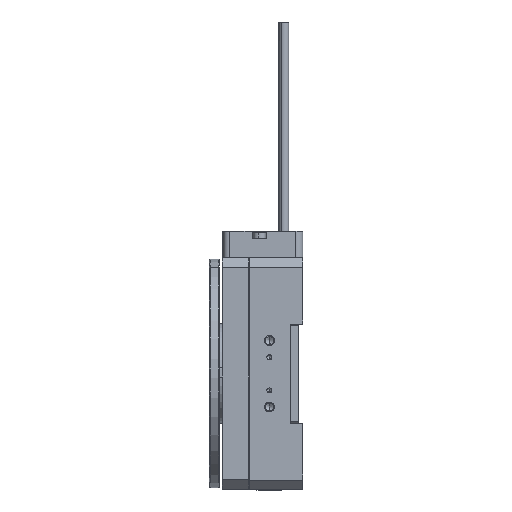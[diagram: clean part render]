
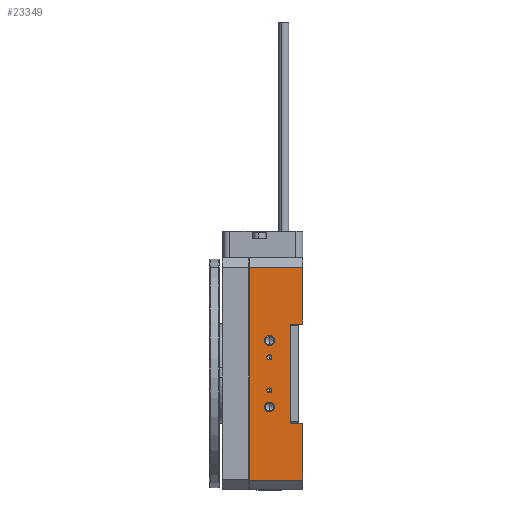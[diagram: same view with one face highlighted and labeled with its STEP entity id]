
A CAD part, left-side view. The second image highlights one B-rep face of the part: STEP entity #23349.
In plain terms, the highlighted planar face has unit normal (-1, 0, 0).
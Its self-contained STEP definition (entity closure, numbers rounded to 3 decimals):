
#453 = ORIENTED_EDGE ( 'NONE', *, *, #20411, .F. ) ;
#551 = ORIENTED_EDGE ( 'NONE', *, *, #43855, .F. ) ;
#905 = ORIENTED_EDGE ( 'NONE', *, *, #47649, .F. ) ;
#1474 = VERTEX_POINT ( 'NONE', #26912 ) ;
#2075 = CARTESIAN_POINT ( 'NONE',  ( -35., 10., -5. ) ) ;
#2299 = VERTEX_POINT ( 'NONE', #29425 ) ;
#2714 = CIRCLE ( 'NONE', #26729, 0.75 ) ;
#3050 = DIRECTION ( 'NONE',  ( 0., 0., 1. ) ) ;
#3908 = CARTESIAN_POINT ( 'NONE',  ( -35., 10., -5. ) ) ;
#4065 = VERTEX_POINT ( 'NONE', #27520 ) ;
#4148 = CARTESIAN_POINT ( 'NONE',  ( -35., 3.725, 15. ) ) ;
#4170 = LINE ( 'NONE', #8799, #41383 ) ;
#4736 = EDGE_CURVE ( 'NONE', #40380, #13847, #50266, .T. ) ;
#5029 = AXIS2_PLACEMENT_3D ( 'NONE', #36660, #27937, #56713 ) ;
#5089 = DIRECTION ( 'NONE',  ( 0., -1., 0. ) ) ;
#5427 = ORIENTED_EDGE ( 'NONE', *, *, #4736, .F. ) ;
#5460 = VERTEX_POINT ( 'NONE', #27015 ) ;
#6014 = CARTESIAN_POINT ( 'NONE',  ( -35., 16., -35. ) ) ;
#6074 = AXIS2_PLACEMENT_3D ( 'NONE', #51480, #16739, #37890 ) ;
#6159 = LINE ( 'NONE', #23767, #56535 ) ;
#6816 = EDGE_CURVE ( 'NONE', #49044, #52677, #40729, .T. ) ;
#7599 = EDGE_CURVE ( 'NONE', #5460, #45138, #6159, .T. ) ;
#7946 = DIRECTION ( 'NONE',  ( 0., 1., 0. ) ) ;
#7981 = AXIS2_PLACEMENT_3D ( 'NONE', #14821, #40905, #28123 ) ;
#8386 = ORIENTED_EDGE ( 'NONE', *, *, #50018, .T. ) ;
#8799 = CARTESIAN_POINT ( 'NONE',  ( -35., 16., 32. ) ) ;
#9570 = CARTESIAN_POINT ( 'NONE',  ( -35., 10., 8.5 ) ) ;
#9742 = CIRCLE ( 'NONE', #6074, 1.5 ) ;
#10132 = LINE ( 'NONE', #10695, #43944 ) ;
#10443 = ORIENTED_EDGE ( 'NONE', *, *, #42973, .F. ) ;
#10551 = CARTESIAN_POINT ( 'NONE',  ( -35., 16., -32. ) ) ;
#10695 = CARTESIAN_POINT ( 'NONE',  ( -35., 3.725, -15. ) ) ;
#10909 = CIRCLE ( 'NONE', #52470, 0.75 ) ;
#11143 = CARTESIAN_POINT ( 'NONE',  ( -35., 3.725, 15. ) ) ;
#11329 = DIRECTION ( 'NONE',  ( 0., 0., 1. ) ) ;
#11915 = CARTESIAN_POINT ( 'NONE',  ( -35., 10., 5. ) ) ;
#11975 = VECTOR ( 'NONE', #46321, 1000. ) ;
#12719 = DIRECTION ( 'NONE',  ( 1., 0., 0. ) ) ;
#13097 = DIRECTION ( 'NONE',  ( 0., 0., -1. ) ) ;
#13847 = VERTEX_POINT ( 'NONE', #51037 ) ;
#13950 = CIRCLE ( 'NONE', #50905, 1.5 ) ;
#14098 = EDGE_CURVE ( 'NONE', #42910, #15891, #13950, .T. ) ;
#14206 = DIRECTION ( 'NONE',  ( -1., 0., 0. ) ) ;
#14447 = CARTESIAN_POINT ( 'NONE',  ( -35., 10., 4.25 ) ) ;
#14821 = CARTESIAN_POINT ( 'NONE',  ( -35., 10., -10. ) ) ;
#15712 = AXIS2_PLACEMENT_3D ( 'NONE', #52348, #12719, #26005 ) ;
#15891 = VERTEX_POINT ( 'NONE', #9570 ) ;
#16739 = DIRECTION ( 'NONE',  ( -1., 0., 0. ) ) ;
#17042 = FACE_OUTER_BOUND ( 'NONE', #20204, .T. ) ;
#17591 = EDGE_LOOP ( 'NONE', ( #10443, #46144 ) ) ;
#19365 = CARTESIAN_POINT ( 'NONE',  ( -35., 0., -35. ) ) ;
#19687 = DIRECTION ( 'NONE',  ( -1., 0., 0. ) ) ;
#20204 = EDGE_LOOP ( 'NONE', ( #30504, #8386, #22465, #453, #40059, #33342, #36527, #39107 ) ) ;
#20411 = EDGE_CURVE ( 'NONE', #1474, #4065, #10132, .T. ) ;
#20913 = CIRCLE ( 'NONE', #53268, 0.75 ) ;
#22465 = ORIENTED_EDGE ( 'NONE', *, *, #23026, .T. ) ;
#22906 = VERTEX_POINT ( 'NONE', #53862 ) ;
#23026 = EDGE_CURVE ( 'NONE', #25457, #4065, #45471, .T. ) ;
#23349 = ADVANCED_FACE ( 'NONE', ( #47730, #29204, #38483, #30345, #17042 ), #34720, .F. ) ;
#23658 = CIRCLE ( 'NONE', #7981, 1.5 ) ;
#23767 = CARTESIAN_POINT ( 'NONE',  ( -35., 0., -35. ) ) ;
#24328 = DIRECTION ( 'NONE',  ( 0., 0., 1. ) ) ;
#25302 = VECTOR ( 'NONE', #28754, 1000. ) ;
#25457 = VERTEX_POINT ( 'NONE', #29959 ) ;
#26005 = DIRECTION ( 'NONE',  ( 0., 0., -1. ) ) ;
#26089 = EDGE_CURVE ( 'NONE', #42011, #1474, #52731, .T. ) ;
#26729 = AXIS2_PLACEMENT_3D ( 'NONE', #11915, #50964, #24328 ) ;
#26912 = CARTESIAN_POINT ( 'NONE',  ( -35., 3.725, -15. ) ) ;
#27015 = CARTESIAN_POINT ( 'NONE',  ( -35., 0., 15. ) ) ;
#27520 = CARTESIAN_POINT ( 'NONE',  ( -35., 0., -15. ) ) ;
#27838 = DIRECTION ( 'NONE',  ( -1., 0., 0. ) ) ;
#27937 = DIRECTION ( 'NONE',  ( -1., 0., 0. ) ) ;
#28123 = DIRECTION ( 'NONE',  ( 0., 0., 1. ) ) ;
#28472 = CARTESIAN_POINT ( 'NONE',  ( -35., 3.725, 15. ) ) ;
#28754 = DIRECTION ( 'NONE',  ( 0., -1., 0. ) ) ;
#29204 = FACE_BOUND ( 'NONE', #38216, .T. ) ;
#29294 = ORIENTED_EDGE ( 'NONE', *, *, #14098, .F. ) ;
#29425 = CARTESIAN_POINT ( 'NONE',  ( -35., 10., -4.25 ) ) ;
#29959 = CARTESIAN_POINT ( 'NONE',  ( -35., 0., -32. ) ) ;
#30345 = FACE_BOUND ( 'NONE', #17591, .T. ) ;
#30504 = ORIENTED_EDGE ( 'NONE', *, *, #6816, .F. ) ;
#32115 = EDGE_CURVE ( 'NONE', #15891, #42910, #43916, .T. ) ;
#32374 = CARTESIAN_POINT ( 'NONE',  ( -35., 10., -8.5 ) ) ;
#32870 = CARTESIAN_POINT ( 'NONE',  ( -35., 16., -32. ) ) ;
#33342 = ORIENTED_EDGE ( 'NONE', *, *, #53918, .T. ) ;
#34720 = PLANE ( 'NONE',  #15712 ) ;
#35656 = EDGE_CURVE ( 'NONE', #22906, #2299, #10909, .T. ) ;
#36180 = VECTOR ( 'NONE', #49400, 1000. ) ;
#36527 = ORIENTED_EDGE ( 'NONE', *, *, #7599, .T. ) ;
#36660 = CARTESIAN_POINT ( 'NONE',  ( -35., 10., 5. ) ) ;
#36743 = CARTESIAN_POINT ( 'NONE',  ( -35., 10., -11.5 ) ) ;
#36768 = DIRECTION ( 'NONE',  ( 0., 0., 1. ) ) ;
#36825 = CARTESIAN_POINT ( 'NONE',  ( -35., 10., 10. ) ) ;
#36939 = VERTEX_POINT ( 'NONE', #32374 ) ;
#36985 = VERTEX_POINT ( 'NONE', #36743 ) ;
#37890 = DIRECTION ( 'NONE',  ( 0., 0., 1. ) ) ;
#38216 = EDGE_LOOP ( 'NONE', ( #551, #55999 ) ) ;
#38483 = FACE_BOUND ( 'NONE', #46968, .T. ) ;
#39107 = ORIENTED_EDGE ( 'NONE', *, *, #45401, .T. ) ;
#39981 = EDGE_LOOP ( 'NONE', ( #905, #5427 ) ) ;
#40059 = ORIENTED_EDGE ( 'NONE', *, *, #26089, .F. ) ;
#40380 = VERTEX_POINT ( 'NONE', #14447 ) ;
#40729 = LINE ( 'NONE', #6014, #36180 ) ;
#40905 = DIRECTION ( 'NONE',  ( -1., 0., 0. ) ) ;
#41383 = VECTOR ( 'NONE', #7946, 1000. ) ;
#41437 = DIRECTION ( 'NONE',  ( 0., 0., 1. ) ) ;
#42011 = VERTEX_POINT ( 'NONE', #28472 ) ;
#42910 = VERTEX_POINT ( 'NONE', #53920 ) ;
#42973 = EDGE_CURVE ( 'NONE', #36939, #36985, #23658, .T. ) ;
#43380 = CARTESIAN_POINT ( 'NONE',  ( -35., 16., 32. ) ) ;
#43855 = EDGE_CURVE ( 'NONE', #2299, #22906, #20913, .T. ) ;
#43916 = CIRCLE ( 'NONE', #45783, 1.5 ) ;
#43944 = VECTOR ( 'NONE', #50878, 1000. ) ;
#45138 = VERTEX_POINT ( 'NONE', #55121 ) ;
#45401 = EDGE_CURVE ( 'NONE', #45138, #52677, #4170, .T. ) ;
#45471 = LINE ( 'NONE', #19365, #11975 ) ;
#45526 = DIRECTION ( 'NONE',  ( 0., 0., 1. ) ) ;
#45783 = AXIS2_PLACEMENT_3D ( 'NONE', #48646, #14206, #36768 ) ;
#46144 = ORIENTED_EDGE ( 'NONE', *, *, #54556, .F. ) ;
#46321 = DIRECTION ( 'NONE',  ( 0., 0., 1. ) ) ;
#46968 = EDGE_LOOP ( 'NONE', ( #29294, #47753 ) ) ;
#47602 = DIRECTION ( 'NONE',  ( -1., 0., 0. ) ) ;
#47649 = EDGE_CURVE ( 'NONE', #13847, #40380, #2714, .T. ) ;
#47730 = FACE_BOUND ( 'NONE', #39981, .T. ) ;
#47753 = ORIENTED_EDGE ( 'NONE', *, *, #32115, .F. ) ;
#48646 = CARTESIAN_POINT ( 'NONE',  ( -35., 10., 10. ) ) ;
#49044 = VERTEX_POINT ( 'NONE', #32870 ) ;
#49400 = DIRECTION ( 'NONE',  ( 0., 0., 1. ) ) ;
#50018 = EDGE_CURVE ( 'NONE', #49044, #25457, #50161, .T. ) ;
#50161 = LINE ( 'NONE', #10551, #53739 ) ;
#50266 = CIRCLE ( 'NONE', #5029, 0.75 ) ;
#50754 = LINE ( 'NONE', #11143, #25302 ) ;
#50878 = DIRECTION ( 'NONE',  ( 0., -1., 0. ) ) ;
#50905 = AXIS2_PLACEMENT_3D ( 'NONE', #36825, #27838, #45526 ) ;
#50964 = DIRECTION ( 'NONE',  ( -1., 0., 0. ) ) ;
#51037 = CARTESIAN_POINT ( 'NONE',  ( -35., 10., 5.75 ) ) ;
#51480 = CARTESIAN_POINT ( 'NONE',  ( -35., 10., -10. ) ) ;
#51905 = VECTOR ( 'NONE', #13097, 1000. ) ;
#52348 = CARTESIAN_POINT ( 'NONE',  ( -35., 16., -35. ) ) ;
#52470 = AXIS2_PLACEMENT_3D ( 'NONE', #2075, #19687, #11329 ) ;
#52677 = VERTEX_POINT ( 'NONE', #43380 ) ;
#52731 = LINE ( 'NONE', #4148, #51905 ) ;
#53268 = AXIS2_PLACEMENT_3D ( 'NONE', #3908, #47602, #3050 ) ;
#53739 = VECTOR ( 'NONE', #5089, 1000. ) ;
#53862 = CARTESIAN_POINT ( 'NONE',  ( -35., 10., -5.75 ) ) ;
#53918 = EDGE_CURVE ( 'NONE', #42011, #5460, #50754, .T. ) ;
#53920 = CARTESIAN_POINT ( 'NONE',  ( -35., 10., 11.5 ) ) ;
#54556 = EDGE_CURVE ( 'NONE', #36985, #36939, #9742, .T. ) ;
#55121 = CARTESIAN_POINT ( 'NONE',  ( -35., 0., 32. ) ) ;
#55999 = ORIENTED_EDGE ( 'NONE', *, *, #35656, .F. ) ;
#56535 = VECTOR ( 'NONE', #41437, 1000. ) ;
#56713 = DIRECTION ( 'NONE',  ( 0., 0., 1. ) ) ;
